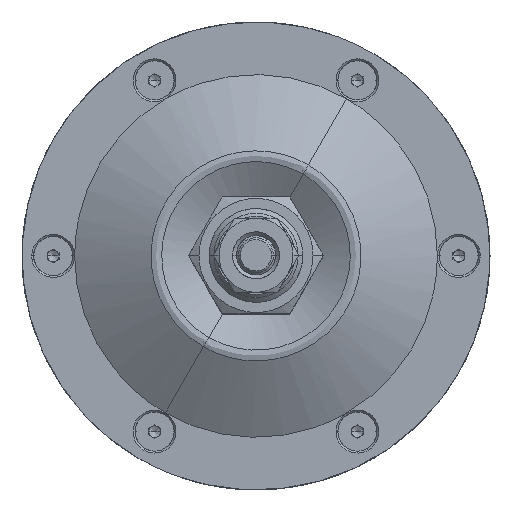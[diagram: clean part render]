
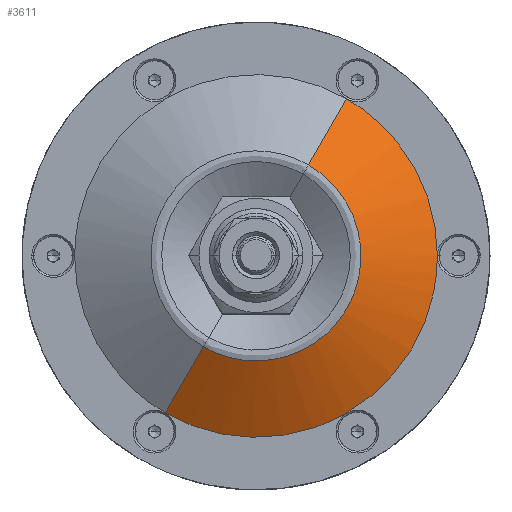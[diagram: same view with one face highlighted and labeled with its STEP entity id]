
A CAD part, top view. The second image highlights one B-rep face of the part: STEP entity #3611.
In plain terms, the highlighted free-form (B-spline) face has degree [2, 1] with [5, 2] control points.
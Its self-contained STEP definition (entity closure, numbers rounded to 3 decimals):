
#2750 = VERTEX_POINT('',#2751);
#2751 = CARTESIAN_POINT('',(31.882,55.22,
    17.826));
#2816 = VERTEX_POINT('',#2817);
#2817 = CARTESIAN_POINT('',(-31.882,-55.22,
    17.826));
#2838 = VERTEX_POINT('',#2839);
#2839 = CARTESIAN_POINT('',(31.882,-55.22,
    17.826));
#2860 = VERTEX_POINT('',#2861);
#2861 = CARTESIAN_POINT('',(63.763,0.,
    17.826));
#2881 = EDGE_CURVE('',#2860,#2750,#2882,.T.);
#2882 = ( BOUNDED_CURVE() B_SPLINE_CURVE(2,(#2883,#2884,#2885),
.UNSPECIFIED.,.F.,.F.) B_SPLINE_CURVE_WITH_KNOTS((3,3),(
0.,1.047),.PIECEWISE_BEZIER_KNOTS.) CURVE() 
GEOMETRIC_REPRESENTATION_ITEM() RATIONAL_B_SPLINE_CURVE((1.,
0.866,1.)) REPRESENTATION_ITEM('') );
#2883 = CARTESIAN_POINT('',(63.763,0.,
    17.826));
#2884 = CARTESIAN_POINT('',(63.763,36.814,
    17.826));
#2885 = CARTESIAN_POINT('',(31.882,55.22,
    17.826));
#2905 = EDGE_CURVE('',#2816,#2838,#2906,.T.);
#2906 = ( BOUNDED_CURVE() B_SPLINE_CURVE(2,(#2907,#2908,#2909),
.UNSPECIFIED.,.F.,.F.) B_SPLINE_CURVE_WITH_KNOTS((3,3),(
0.,1.047),.PIECEWISE_BEZIER_KNOTS.) CURVE() 
GEOMETRIC_REPRESENTATION_ITEM() RATIONAL_B_SPLINE_CURVE((1.,
0.866,1.)) REPRESENTATION_ITEM('') );
#2907 = CARTESIAN_POINT('',(-31.881,-55.22,
    17.826));
#2908 = CARTESIAN_POINT('',(0.,-73.627,
    17.826));
#2909 = CARTESIAN_POINT('',(31.881,-55.22,
    17.826));
#2911 = EDGE_CURVE('',#2838,#2860,#2912,.T.);
#2912 = ( BOUNDED_CURVE() B_SPLINE_CURVE(2,(#2913,#2914,#2915),
.UNSPECIFIED.,.F.,.F.) B_SPLINE_CURVE_WITH_KNOTS((3,3),(
0.,1.047),.PIECEWISE_BEZIER_KNOTS.) CURVE() 
GEOMETRIC_REPRESENTATION_ITEM() RATIONAL_B_SPLINE_CURVE((1.,
0.866,1.)) REPRESENTATION_ITEM('') );
#2913 = CARTESIAN_POINT('',(31.882,-55.22,
    17.826));
#2914 = CARTESIAN_POINT('',(63.763,-36.814,
    17.826));
#2915 = CARTESIAN_POINT('',(63.763,0.,
    17.826));
#3542 = VERTEX_POINT('',#3543);
#3543 = CARTESIAN_POINT('',(-18.461,-31.976,
    33.323));
#3544 = VERTEX_POINT('',#3545);
#3545 = CARTESIAN_POINT('',(18.461,31.976,
    33.323));
#3587 = EDGE_CURVE('',#3544,#3542,#3588,.T.);
#3588 = ( BOUNDED_CURVE() B_SPLINE_CURVE(2,(#3589,#3590,#3591,#3592,
#3593),.UNSPECIFIED.,.F.,.F.) B_SPLINE_CURVE_WITH_KNOTS((3,2,3),(0.,
1.571,3.142),.PIECEWISE_BEZIER_KNOTS.) CURVE() 
GEOMETRIC_REPRESENTATION_ITEM() RATIONAL_B_SPLINE_CURVE((1.,
0.707,1.,0.707,1.)) REPRESENTATION_ITEM('') );
#3589 = CARTESIAN_POINT('',(18.461,31.976,
    33.323));
#3590 = CARTESIAN_POINT('',(50.437,13.515,
    33.323));
#3591 = CARTESIAN_POINT('',(31.976,-18.461,
    33.323));
#3592 = CARTESIAN_POINT('',(13.515,-50.437,
    33.323));
#3593 = CARTESIAN_POINT('',(-18.461,-31.976,
    33.323));
#3611 = ADVANCED_FACE('',(#3612),#3628,.T.);
#3612 = FACE_BOUND('',#3613,.T.);
#3613 = EDGE_LOOP('',(#3614,#3615,#3620,#3621,#3622,#3623));
#3614 = ORIENTED_EDGE('',*,*,#3587,.T.);
#3615 = ORIENTED_EDGE('',*,*,#3616,.F.);
#3616 = EDGE_CURVE('',#2816,#3542,#3617,.T.);
#3617 = B_SPLINE_CURVE_WITH_KNOTS('',1,(#3618,#3619),.UNSPECIFIED.,.F.,
  .F.,(2,2),(0.,22.602),
  .PIECEWISE_BEZIER_KNOTS.);
#3618 = CARTESIAN_POINT('',(-31.882,-55.22,
    17.826));
#3619 = CARTESIAN_POINT('',(-18.461,-31.976,
    33.323));
#3620 = ORIENTED_EDGE('',*,*,#2905,.T.);
#3621 = ORIENTED_EDGE('',*,*,#2911,.T.);
#3622 = ORIENTED_EDGE('',*,*,#2881,.T.);
#3623 = ORIENTED_EDGE('',*,*,#3624,.F.);
#3624 = EDGE_CURVE('',#3544,#2750,#3625,.T.);
#3625 = B_SPLINE_CURVE_WITH_KNOTS('',1,(#3626,#3627),.UNSPECIFIED.,.F.,
  .F.,(2,2),(0.,22.602),.PIECEWISE_BEZIER_KNOTS.);
#3626 = CARTESIAN_POINT('',(18.461,31.976,
    33.323));
#3627 = CARTESIAN_POINT('',(31.882,55.22,
    17.826));
#3628 = ( BOUNDED_SURFACE() B_SPLINE_SURFACE(2,1,(
    (#3629,#3630)
    ,(#3631,#3632)
    ,(#3633,#3634)
    ,(#3635,#3636)
    ,(#3637,#3638
)),.UNSPECIFIED.,.F.,.F.,.F.) B_SPLINE_SURFACE_WITH_KNOTS((3,2,3),(2,2),
  (0.,1.571,3.142),(-11.301,11.301),
.PIECEWISE_BEZIER_KNOTS.) GEOMETRIC_REPRESENTATION_ITEM() 
RATIONAL_B_SPLINE_SURFACE((
    (1.,1.)
    ,(0.707,0.707)
    ,(1.,1.)
    ,(0.707,0.707)
,(1.,1.))) REPRESENTATION_ITEM('') SURFACE() );
#3629 = CARTESIAN_POINT('',(18.461,31.976,
    33.323));
#3630 = CARTESIAN_POINT('',(31.882,55.22,
    17.826));
#3631 = CARTESIAN_POINT('',(50.437,13.515,
    33.323));
#3632 = CARTESIAN_POINT('',(87.102,23.339,
    17.826));
#3633 = CARTESIAN_POINT('',(31.976,-18.461,
    33.323));
#3634 = CARTESIAN_POINT('',(55.22,-31.882,
    17.826));
#3635 = CARTESIAN_POINT('',(13.515,-50.437,
    33.323));
#3636 = CARTESIAN_POINT('',(23.339,-87.102,
    17.826));
#3637 = CARTESIAN_POINT('',(-18.461,-31.976,
    33.323));
#3638 = CARTESIAN_POINT('',(-31.882,-55.22,
    17.826));
